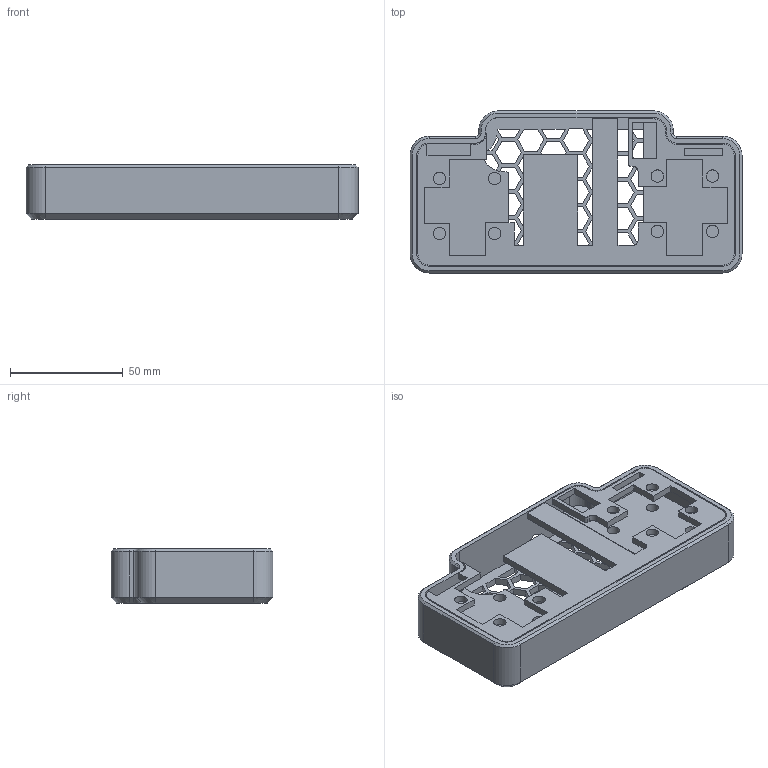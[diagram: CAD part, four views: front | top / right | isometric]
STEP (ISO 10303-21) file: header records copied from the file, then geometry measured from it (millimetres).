
FILE_DESCRIPTION(/* description */ (''),/* implementation_level */ '2;1');
FILE_NAME(/* name */ 'sprig_cover V7_.step',/* time_stamp */ '2024-07-02T13:51:50-04:00',/* author */ (''),/* organization */ (''),/* preprocessor_version */ 'ST-DEVELOPER v20',/* originating_system */ 'Autodesk Translation Framework v13.14.0.145',/* authorisation */ '');
FILE_SCHEMA (('AUTOMOTIVE_DESIGN { 1 0 10303 214 3 1 1 }'));
Length unit declared in the file: millimetre
Products named in the file (1): sprig_cover V7
Bounding box: 147.21 x 71.81 x 24 mm (x, y, z)
Volume: 100267.1 mm3; surface area: 46275.5 mm2
Topology: 2 solids, 2 shells, 382 faces, 1107 edges, 729 vertices
Faces by surface type: plane 320, cylinder 46, cone 16
Full cylindrical faces by diameter (mm): 5.5 x15
Entity records: 12642 total; most frequent: CARTESIAN_POINT 2237, ORIENTED_EDGE 2214, DIRECTION 1983, EDGE_CURVE 1107, LINE 993, VECTOR 993, VERTEX_POINT 729, AXIS2_PLACEMENT_3D 495
